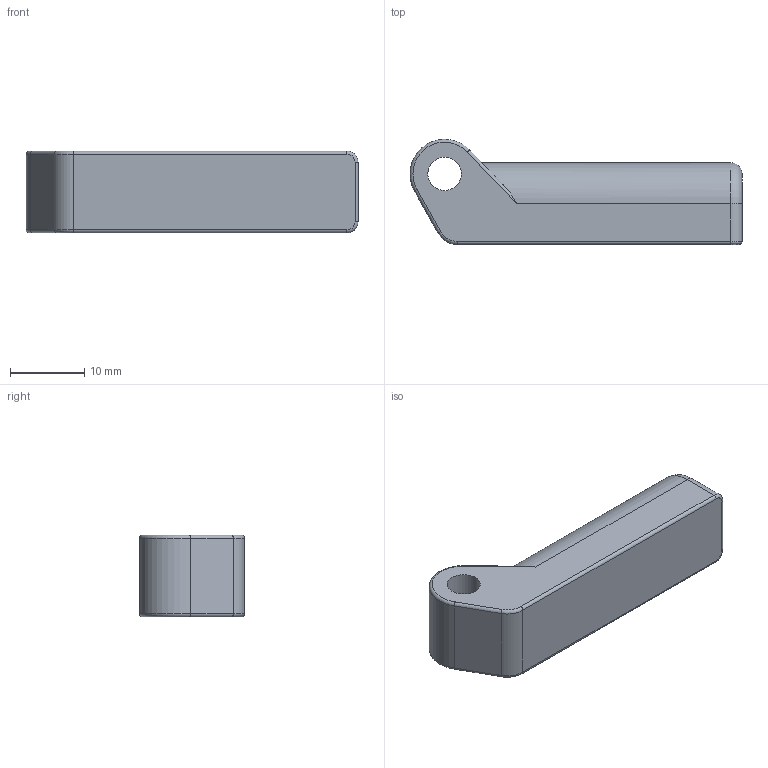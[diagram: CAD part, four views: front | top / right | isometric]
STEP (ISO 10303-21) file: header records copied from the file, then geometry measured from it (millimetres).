
FILE_DESCRIPTION(/* description */ (''),/* implementation_level */ '2;1');
FILE_NAME(/* name */ 'giunto-5.step',/* time_stamp */ '2020-10-02T21:48:46+02:00',/* author */ (''),/* organization */ (''),/* preprocessor_version */ 'ST-DEVELOPER v18.1',/* originating_system */ 'Autodesk Translation Framework v9.3.0.1241',/* authorisation */ '');
FILE_SCHEMA (('AUTOMOTIVE_DESIGN { 1 0 10303 214 3 1 1 }'));
Length unit declared in the file: millimetre
Products named in the file (1): giunto-5
Bounding box: 44.65 x 14.15 x 11 mm (x, y, z)
Volume: 3856.7 mm3; surface area: 2693.8 mm2
Topology: 1 solids, 1 shells, 28 faces, 61 edges, 36 vertices
Faces by surface type: cylinder 14, torus 7, plane 7
Full cylindrical faces by diameter (mm): 4.5 x1, 6.25 x1
Entity records: 809 total; most frequent: DIRECTION 150, CARTESIAN_POINT 136, ORIENTED_EDGE 122, AXIS2_PLACEMENT_3D 62, EDGE_CURVE 61, VERTEX_POINT 36, CIRCLE 32, EDGE_LOOP 31
